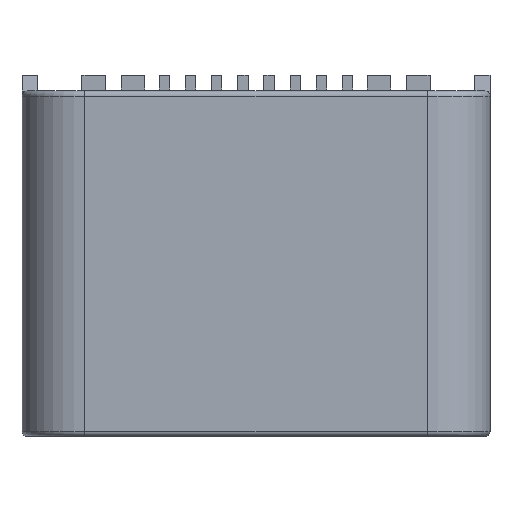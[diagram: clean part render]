
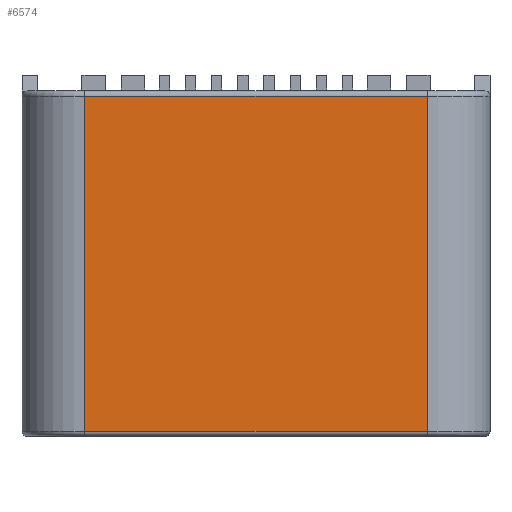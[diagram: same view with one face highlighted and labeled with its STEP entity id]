
A CAD part, top view. The second image highlights one B-rep face of the part: STEP entity #6574.
In plain terms, the highlighted planar face has unit normal (0, 0, 1).
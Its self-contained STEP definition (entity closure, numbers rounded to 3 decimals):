
#128 = EDGE_CURVE ( 'NONE', #2438, #7750, #419, .T. ) ;
#210 = ORIENTED_EDGE ( 'NONE', *, *, #7164, .T. ) ;
#419 = LINE ( 'NONE', #9745, #5926 ) ;
#504 = EDGE_CURVE ( 'NONE', #8767, #7750, #8162, .T. ) ;
#779 = AXIS2_PLACEMENT_3D ( 'NONE', #3416, #1082, #5006 ) ;
#959 = VERTEX_POINT ( 'NONE', #1249 ) ;
#1018 = ORIENTED_EDGE ( 'NONE', *, *, #504, .T. ) ;
#1082 = DIRECTION ( 'NONE',  ( 0., 0., -1. ) ) ;
#1249 = CARTESIAN_POINT ( 'NONE',  ( -3.27, 6.5, 3.16 ) ) ;
#1284 = VECTOR ( 'NONE', #7823, 1000. ) ;
#1352 = LINE ( 'NONE', #7077, #5191 ) ;
#1405 = CARTESIAN_POINT ( 'NONE',  ( -3.27, 0.1, 3.16 ) ) ;
#2277 = DIRECTION ( 'NONE',  ( 1., 0., 0. ) ) ;
#2438 = VERTEX_POINT ( 'NONE', #7790 ) ;
#2500 = CARTESIAN_POINT ( 'NONE',  ( -3.27, 4.7, 3.16 ) ) ;
#2654 = CARTESIAN_POINT ( 'NONE',  ( 3.27, 0.1, 3.16 ) ) ;
#3005 = FACE_OUTER_BOUND ( 'NONE', #8261, .T. ) ;
#3416 = CARTESIAN_POINT ( 'NONE',  ( 3.27, 4.7, 3.16 ) ) ;
#5006 = DIRECTION ( 'NONE',  ( -1., 0., 0. ) ) ;
#5191 = VECTOR ( 'NONE', #9324, 1000. ) ;
#5926 = VECTOR ( 'NONE', #7520, 1000. ) ;
#6574 = ADVANCED_FACE ( 'NONE', ( #3005 ), #9521, .F. ) ;
#7077 = CARTESIAN_POINT ( 'NONE',  ( -3.27, 6.5, 3.16 ) ) ;
#7164 = EDGE_CURVE ( 'NONE', #959, #8767, #7628, .T. ) ;
#7244 = ORIENTED_EDGE ( 'NONE', *, *, #128, .F. ) ;
#7520 = DIRECTION ( 'NONE',  ( 0., -1., 0. ) ) ;
#7628 = LINE ( 'NONE', #2500, #1284 ) ;
#7750 = VERTEX_POINT ( 'NONE', #2654 ) ;
#7790 = CARTESIAN_POINT ( 'NONE',  ( 3.27, 6.5, 3.16 ) ) ;
#7823 = DIRECTION ( 'NONE',  ( 0., -1., 0. ) ) ;
#8162 = LINE ( 'NONE', #9807, #9597 ) ;
#8261 = EDGE_LOOP ( 'NONE', ( #7244, #9252, #210, #1018 ) ) ;
#8767 = VERTEX_POINT ( 'NONE', #1405 ) ;
#9252 = ORIENTED_EDGE ( 'NONE', *, *, #9325, .T. ) ;
#9324 = DIRECTION ( 'NONE',  ( -1., 0., 0. ) ) ;
#9325 = EDGE_CURVE ( 'NONE', #2438, #959, #1352, .T. ) ;
#9521 = PLANE ( 'NONE',  #779 ) ;
#9597 = VECTOR ( 'NONE', #2277, 1000. ) ;
#9745 = CARTESIAN_POINT ( 'NONE',  ( 3.27, 4.7, 3.16 ) ) ;
#9807 = CARTESIAN_POINT ( 'NONE',  ( 3.27, 0.1, 3.16 ) ) ;
